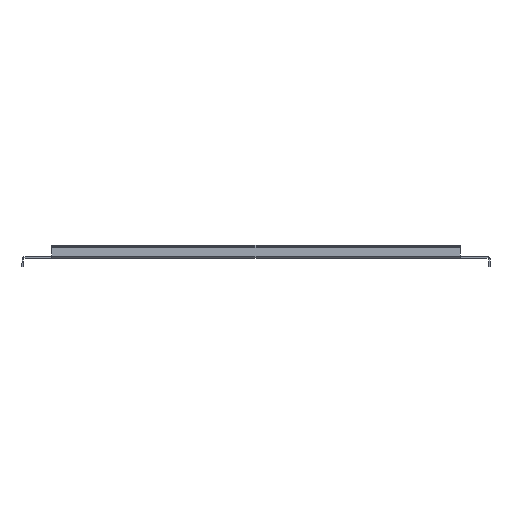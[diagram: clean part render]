
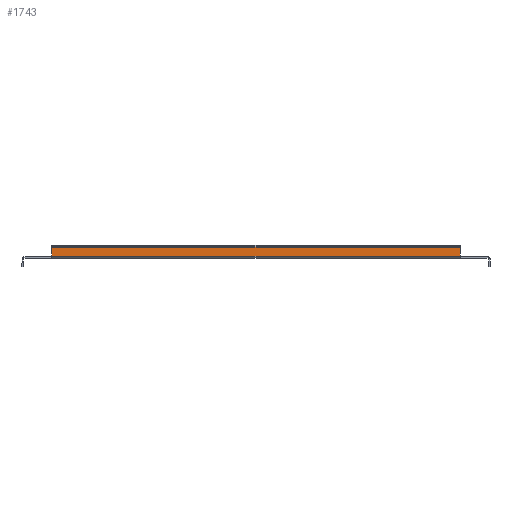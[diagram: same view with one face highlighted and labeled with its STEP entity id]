
A CAD part, front view. The second image highlights one B-rep face of the part: STEP entity #1743.
In plain terms, the highlighted planar face has unit normal (0, -1, 0).
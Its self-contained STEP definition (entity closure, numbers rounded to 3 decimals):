
#120 = CARTESIAN_POINT ( 'NONE',  ( 665., -3.5, 14.5 ) ) ;
#291 = EDGE_CURVE ( 'NONE', #2272, #802, #2663, .T. ) ;
#320 = DIRECTION ( 'NONE',  ( -1., 0., 0. ) ) ;
#504 = LINE ( 'NONE', #2160, #2310 ) ;
#525 = VECTOR ( 'NONE', #2421, 1000. ) ;
#554 = CARTESIAN_POINT ( 'NONE',  ( 665., -3.5, 0. ) ) ;
#651 = VECTOR ( 'NONE', #1755, 1000. ) ;
#654 = DIRECTION ( 'NONE',  ( 0., 0., 1. ) ) ;
#708 = EDGE_CURVE ( 'NONE', #802, #1564, #2611, .T. ) ;
#738 = ORIENTED_EDGE ( 'NONE', *, *, #2602, .T. ) ;
#764 = CARTESIAN_POINT ( 'NONE',  ( 45., -3.5, 0. ) ) ;
#802 = VERTEX_POINT ( 'NONE', #1697 ) ;
#886 = DIRECTION ( 'NONE',  ( 0., 1., 0. ) ) ;
#900 = EDGE_CURVE ( 'NONE', #2272, #1190, #504, .T. ) ;
#949 = AXIS2_PLACEMENT_3D ( 'NONE', #1052, #886, #654 ) ;
#1017 = EDGE_LOOP ( 'NONE', ( #2604, #738, #2665, #1663 ) ) ;
#1052 = CARTESIAN_POINT ( 'NONE',  ( 0., -3.5, 0. ) ) ;
#1190 = VERTEX_POINT ( 'NONE', #1781 ) ;
#1564 = VERTEX_POINT ( 'NONE', #2637 ) ;
#1663 = ORIENTED_EDGE ( 'NONE', *, *, #291, .T. ) ;
#1697 = CARTESIAN_POINT ( 'NONE',  ( 665., -3.5, 14.5 ) ) ;
#1743 = ADVANCED_FACE ( 'NONE', ( #1911 ), #2517, .F. ) ;
#1755 = DIRECTION ( 'NONE',  ( 0., 0., -1. ) ) ;
#1781 = CARTESIAN_POINT ( 'NONE',  ( 45., -3.5, 1. ) ) ;
#1911 = FACE_OUTER_BOUND ( 'NONE', #1017, .T. ) ;
#2029 = CARTESIAN_POINT ( 'NONE',  ( 665., -3.5, 1. ) ) ;
#2032 = DIRECTION ( 'NONE',  ( 0., 0., 1. ) ) ;
#2109 = VECTOR ( 'NONE', #2032, 1000. ) ;
#2160 = CARTESIAN_POINT ( 'NONE',  ( 45., -3.5, 1. ) ) ;
#2272 = VERTEX_POINT ( 'NONE', #2029 ) ;
#2310 = VECTOR ( 'NONE', #320, 1000. ) ;
#2421 = DIRECTION ( 'NONE',  ( -1., 0., 0. ) ) ;
#2451 = LINE ( 'NONE', #764, #651 ) ;
#2517 = PLANE ( 'NONE',  #949 ) ;
#2602 = EDGE_CURVE ( 'NONE', #1564, #1190, #2451, .T. ) ;
#2604 = ORIENTED_EDGE ( 'NONE', *, *, #708, .T. ) ;
#2611 = LINE ( 'NONE', #120, #525 ) ;
#2637 = CARTESIAN_POINT ( 'NONE',  ( 45., -3.5, 14.5 ) ) ;
#2663 = LINE ( 'NONE', #554, #2109 ) ;
#2665 = ORIENTED_EDGE ( 'NONE', *, *, #900, .F. ) ;
